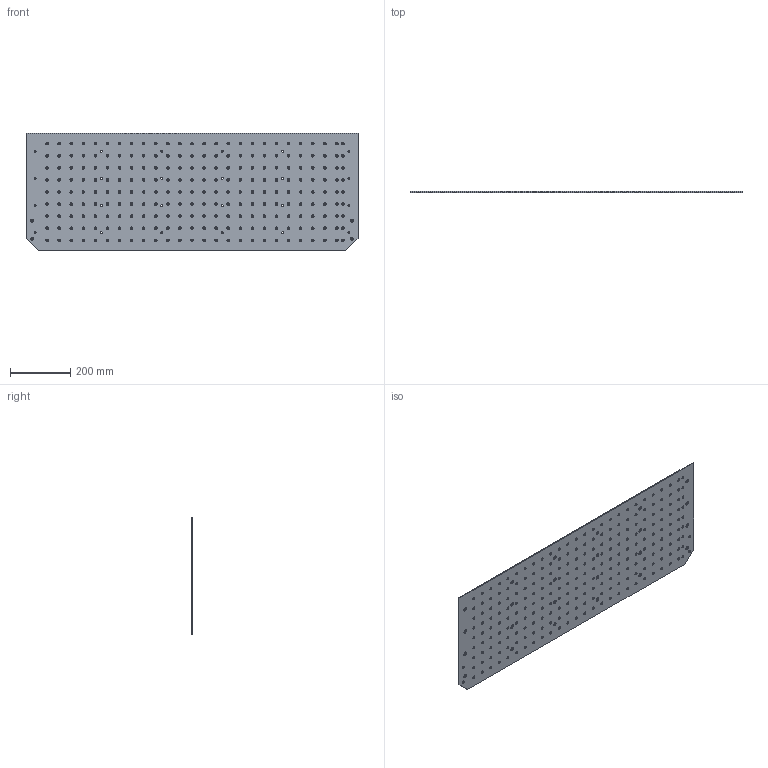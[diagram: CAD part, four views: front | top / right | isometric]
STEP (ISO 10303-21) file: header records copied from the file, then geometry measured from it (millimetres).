
FILE_DESCRIPTION (( 'STEP AP203' ), '1' );
FILE_NAME ('Base Plate Mk2.STEP', '2023-03-09T17:15:10', ( '' ), ( '' ), 'SwSTEP 2.0', 'SolidWorks 2022', '' );
FILE_SCHEMA (( 'CONFIG_CONTROL_DESIGN' ));
Length unit declared in the file: millimetre
Products named in the file (1): Base Plate Mk2
Bounding box: 1100 x 3.17 x 390 mm (x, y, z)
Volume: 1323129.5 mm3; surface area: 872700.9 mm2
Topology: 1 solids, 1 shells, 1314 faces, 3154 edges, 2100 vertices
Faces by surface type: cylinder 1040, plane 266, cone 8
Entity records: 40527 total; most frequent: DIRECTION 7872, CARTESIAN_POINT 6569, ORIENTED_EDGE 6308, AXIS2_PLACEMENT_3D 3403, EDGE_CURVE 3154, VERTEX_POINT 2100, EDGE_LOOP 2096, CIRCLE 2088
